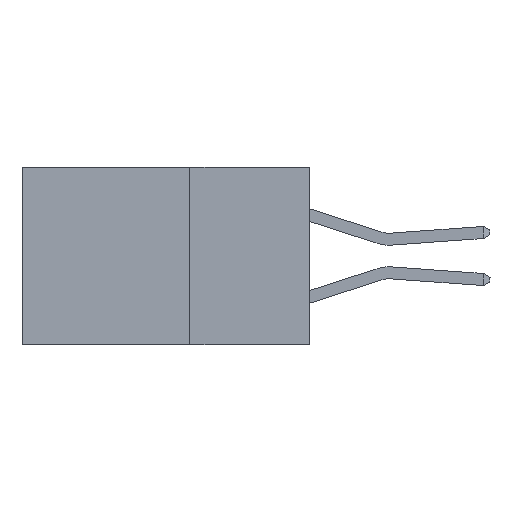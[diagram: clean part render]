
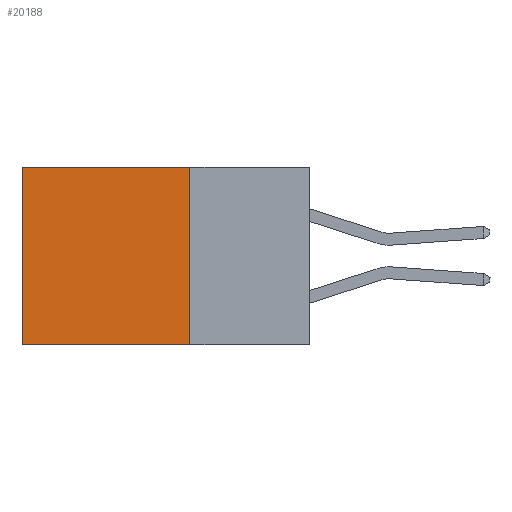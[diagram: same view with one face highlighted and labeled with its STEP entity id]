
A CAD part, left-side view. The second image highlights one B-rep face of the part: STEP entity #20188.
In plain terms, the highlighted planar face has unit normal (-1, 0, 0).
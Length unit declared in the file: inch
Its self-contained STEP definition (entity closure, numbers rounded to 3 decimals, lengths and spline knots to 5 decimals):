
#139 = EDGE_LOOP ( 'NONE', ( #10407, #13019, #9578, #3061 ) ) ;
#2106 = AXIS2_PLACEMENT_3D ( 'NONE', #13532, #7124, #21808 ) ;
#2211 = CARTESIAN_POINT ( 'NONE',  ( 0.2615, 0.6, -0.37 ) ) ;
#2721 = VECTOR ( 'NONE', #6619, 39.37008 ) ;
#3061 = ORIENTED_EDGE ( 'NONE', *, *, #18431, .T. ) ;
#4329 = VECTOR ( 'NONE', #9293, 39.37008 ) ;
#4574 = CARTESIAN_POINT ( 'NONE',  ( 0.2615, 0.6, -0.37 ) ) ;
#6619 = DIRECTION ( 'NONE',  ( 0., 0., -1. ) ) ;
#7124 = DIRECTION ( 'NONE',  ( 1., 0., 0. ) ) ;
#7125 = VERTEX_POINT ( 'NONE', #20768 ) ;
#9293 = DIRECTION ( 'NONE',  ( 0., 1., 0. ) ) ;
#9578 = ORIENTED_EDGE ( 'NONE', *, *, #25379, .F. ) ;
#10144 = CARTESIAN_POINT ( 'NONE',  ( 0.2615, 0.25, -0.37 ) ) ;
#10240 = DIRECTION ( 'NONE',  ( 0., 1., 0. ) ) ;
#10407 = ORIENTED_EDGE ( 'NONE', *, *, #16943, .T. ) ;
#10892 = VERTEX_POINT ( 'NONE', #12710 ) ;
#10943 = VECTOR ( 'NONE', #10240, 39.37008 ) ;
#11363 = VECTOR ( 'NONE', #17956, 39.37008 ) ;
#11371 = PLANE ( 'NONE',  #2106 ) ;
#12710 = CARTESIAN_POINT ( 'NONE',  ( 0.2615, 0.25, 0. ) ) ;
#13019 = ORIENTED_EDGE ( 'NONE', *, *, #13465, .F. ) ;
#13465 = EDGE_CURVE ( 'NONE', #7125, #17612, #16566, .T. ) ;
#13532 = CARTESIAN_POINT ( 'NONE',  ( 0.2615, 0.25, -0.37 ) ) ;
#14175 = CARTESIAN_POINT ( 'NONE',  ( 0.2615, 0.6, 0. ) ) ;
#14243 = LINE ( 'NONE', #2211, #2721 ) ;
#15122 = LINE ( 'NONE', #21882, #4329 ) ;
#16566 = LINE ( 'NONE', #10144, #10943 ) ;
#16943 = EDGE_CURVE ( 'NONE', #22184, #17612, #14243, .T. ) ;
#17287 = FACE_OUTER_BOUND ( 'NONE', #139, .T. ) ;
#17612 = VERTEX_POINT ( 'NONE', #4574 ) ;
#17956 = DIRECTION ( 'NONE',  ( 0., 0., -1. ) ) ;
#18431 = EDGE_CURVE ( 'NONE', #10892, #22184, #15122, .T. ) ;
#20085 = CARTESIAN_POINT ( 'NONE',  ( 0.2615, 0.25, -0.37 ) ) ;
#20188 = ADVANCED_FACE ( 'NONE', ( #17287 ), #11371, .F. ) ;
#20768 = CARTESIAN_POINT ( 'NONE',  ( 0.2615, 0.25, -0.37 ) ) ;
#21808 = DIRECTION ( 'NONE',  ( 0., 0., -1. ) ) ;
#21882 = CARTESIAN_POINT ( 'NONE',  ( 0.2615, 0.25, 0. ) ) ;
#22184 = VERTEX_POINT ( 'NONE', #14175 ) ;
#23654 = LINE ( 'NONE', #20085, #11363 ) ;
#25379 = EDGE_CURVE ( 'NONE', #10892, #7125, #23654, .T. ) ;
